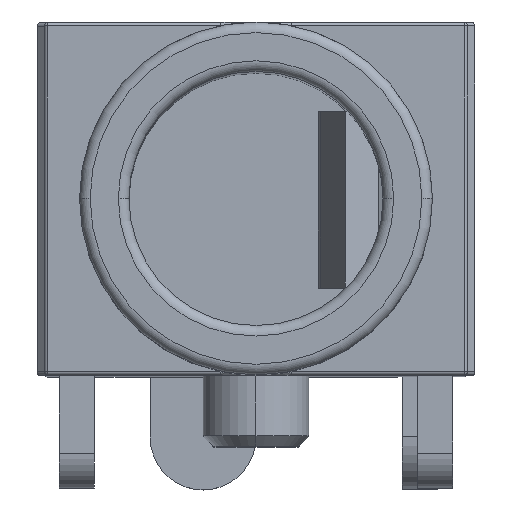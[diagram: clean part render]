
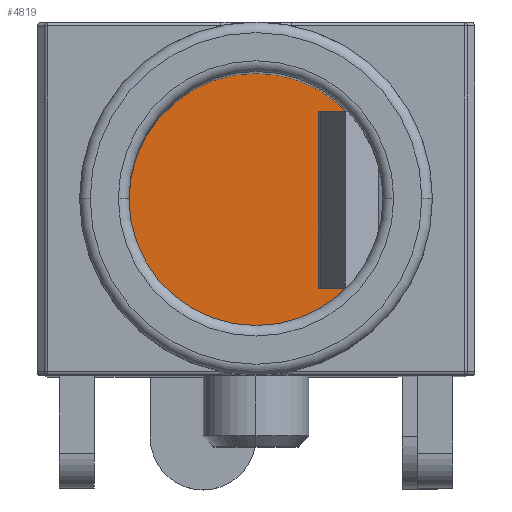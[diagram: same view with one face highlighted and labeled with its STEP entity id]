
A CAD part, top view. The second image highlights one B-rep face of the part: STEP entity #4819.
In plain terms, the highlighted planar face has unit normal (0, 0, 1).
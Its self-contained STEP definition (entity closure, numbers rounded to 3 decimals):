
#226 = DIRECTION ( 'NONE',  ( 0., 0., 1. ) ) ;
#333 = CIRCLE ( 'NONE', #4115, 1.8 ) ;
#563 = DIRECTION ( 'NONE',  ( 1., 0., 0. ) ) ;
#857 = EDGE_CURVE ( 'NONE', #2933, #3119, #333, .T. ) ;
#1191 = CARTESIAN_POINT ( 'NONE',  ( 0., 2.5, -6.5 ) ) ;
#2077 = AXIS2_PLACEMENT_3D ( 'NONE', #3080, #3142, #4037 ) ;
#2598 = DIRECTION ( 'NONE',  ( 1., 0., 0. ) ) ;
#2758 = ORIENTED_EDGE ( 'NONE', *, *, #857, .T. ) ;
#2859 = CARTESIAN_POINT ( 'NONE',  ( -1.8, 2.5, -6.5 ) ) ;
#2933 = VERTEX_POINT ( 'NONE', #5896 ) ;
#3080 = CARTESIAN_POINT ( 'NONE',  ( 0., 2.5, -6.5 ) ) ;
#3119 = VERTEX_POINT ( 'NONE', #2859 ) ;
#3142 = DIRECTION ( 'NONE',  ( 0., 0., 1. ) ) ;
#3371 = PLANE ( 'NONE',  #4143 ) ;
#3387 = DIRECTION ( 'NONE',  ( 0., 0., 1. ) ) ;
#3815 = FACE_OUTER_BOUND ( 'NONE', #4532, .T. ) ;
#4037 = DIRECTION ( 'NONE',  ( 1., 0., 0. ) ) ;
#4115 = AXIS2_PLACEMENT_3D ( 'NONE', #1191, #226, #2598 ) ;
#4143 = AXIS2_PLACEMENT_3D ( 'NONE', #5207, #3387, #563 ) ;
#4532 = EDGE_LOOP ( 'NONE', ( #2758, #4835 ) ) ;
#4819 = ADVANCED_FACE ( 'NONE', ( #3815 ), #3371, .T. ) ;
#4835 = ORIENTED_EDGE ( 'NONE', *, *, #5591, .T. ) ;
#5207 = CARTESIAN_POINT ( 'NONE',  ( 0., 2.5, -6.5 ) ) ;
#5591 = EDGE_CURVE ( 'NONE', #3119, #2933, #5831, .T. ) ;
#5831 = CIRCLE ( 'NONE', #2077, 1.8 ) ;
#5896 = CARTESIAN_POINT ( 'NONE',  ( 1.8, 2.5, -6.5 ) ) ;
